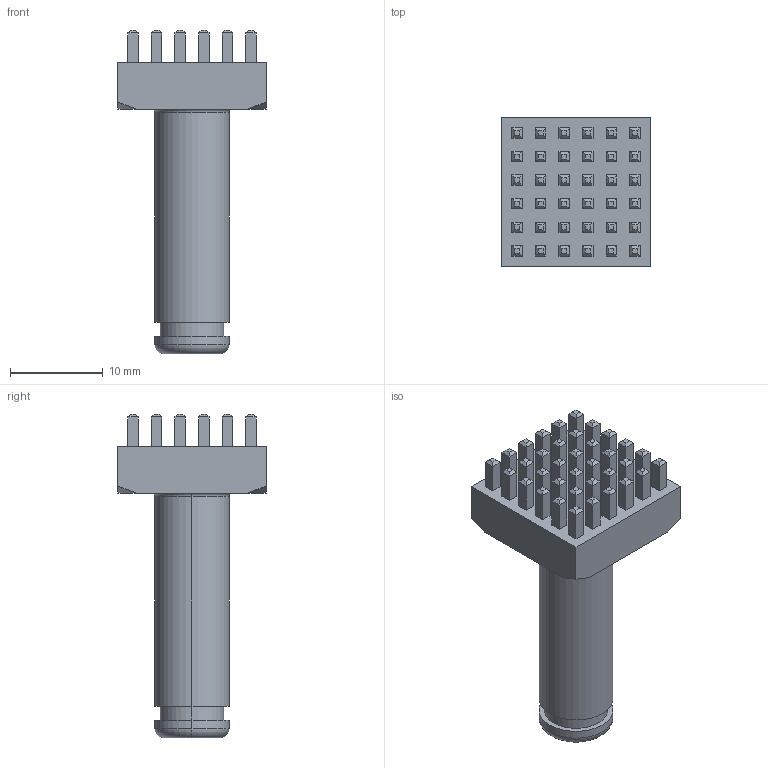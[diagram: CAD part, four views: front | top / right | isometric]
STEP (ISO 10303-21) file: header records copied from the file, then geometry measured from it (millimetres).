
FILE_DESCRIPTION (( 'STEP AP214' ), '1' );
FILE_NAME ('LF999108_68527.STEP', '2021-03-18T13:01:08', ( '' ), ( '' ), 'SwSTEP 2.0', 'SolidWorks 2018', '' );
FILE_SCHEMA (( 'AUTOMOTIVE_DESIGN' ));
Length unit declared in the file: millimetre
Products named in the file (1): LF999108_68527
Bounding box: 16 x 16 x 34.9 mm (x, y, z)
Volume: 2735.7 mm3; surface area: 2032.4 mm2
Topology: 1 solids, 1 shells, 374 faces, 845 edges, 514 vertices
Faces by surface type: plane 360, cylinder 6, torus 4, cone 4
Entity records: 10091 total; most frequent: CARTESIAN_POINT 1758, ORIENTED_EDGE 1690, DIRECTION 1611, EDGE_CURVE 845, VECTOR 813, LINE 813, VERTEX_POINT 514, EDGE_LOOP 415
